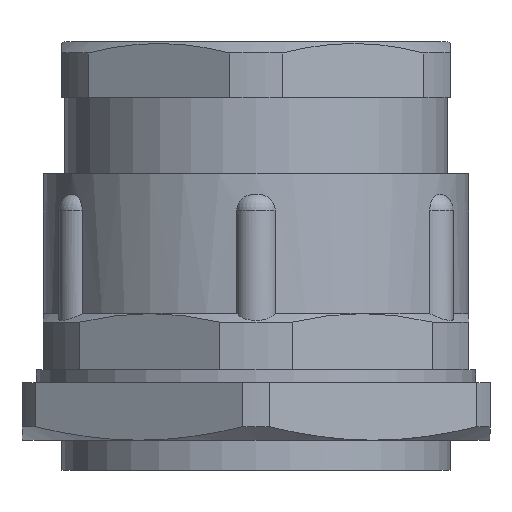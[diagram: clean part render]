
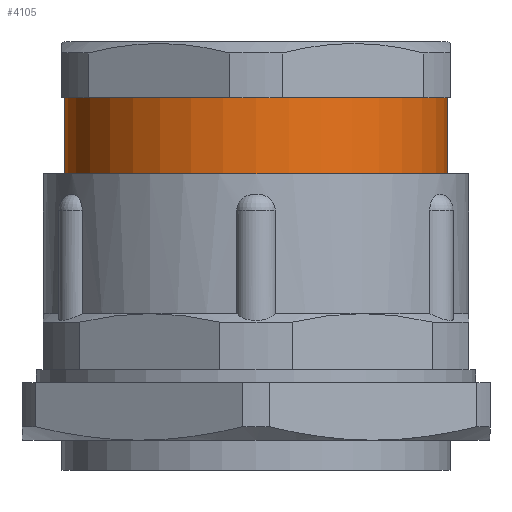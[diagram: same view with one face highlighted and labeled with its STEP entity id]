
A CAD part, front view. The second image highlights one B-rep face of the part: STEP entity #4105.
In plain terms, the highlighted cylindrical face has radius 26.542 mm (diameter 53.085 mm), a partial arc.
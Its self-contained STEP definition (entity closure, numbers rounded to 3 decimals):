
#226 = CARTESIAN_POINT ( 'NONE',  ( 26.542, 0., 38.227 ) ) ;
#387 = VERTEX_POINT ( 'NONE', #5770 ) ;
#482 = DIRECTION ( 'NONE',  ( 1., 0., 0. ) ) ;
#553 = CARTESIAN_POINT ( 'NONE',  ( 26.542, 0., 52.576 ) ) ;
#1187 = EDGE_LOOP ( 'NONE', ( #5429, #2352, #2014, #3228 ) ) ;
#1343 = LINE ( 'NONE', #553, #3159 ) ;
#1371 = VECTOR ( 'NONE', #2042, 1000. ) ;
#1674 = AXIS2_PLACEMENT_3D ( 'NONE', #6211, #2799, #6770 ) ;
#1810 = CIRCLE ( 'NONE', #7247, 26.542 ) ;
#1823 = AXIS2_PLACEMENT_3D ( 'NONE', #4430, #5016, #482 ) ;
#2014 = ORIENTED_EDGE ( 'NONE', *, *, #2909, .T. ) ;
#2042 = DIRECTION ( 'NONE',  ( 0., 0., 1. ) ) ;
#2352 = ORIENTED_EDGE ( 'NONE', *, *, #3757, .T. ) ;
#2500 = CARTESIAN_POINT ( 'NONE',  ( -26.542, 0., 19.027 ) ) ;
#2503 = CARTESIAN_POINT ( 'NONE',  ( 0., 0., 19.027 ) ) ;
#2537 = EDGE_CURVE ( 'NONE', #6909, #4785, #6405, .T. ) ;
#2799 = DIRECTION ( 'NONE',  ( 0., 0., 1. ) ) ;
#2898 = DIRECTION ( 'NONE',  ( 1., 0., 0. ) ) ;
#2909 = EDGE_CURVE ( 'NONE', #387, #4821, #1343, .T. ) ;
#3159 = VECTOR ( 'NONE', #5553, 1000. ) ;
#3228 = ORIENTED_EDGE ( 'NONE', *, *, #6421, .F. ) ;
#3617 = DIRECTION ( 'NONE',  ( 0., 0., 1. ) ) ;
#3757 = EDGE_CURVE ( 'NONE', #6909, #387, #1810, .T. ) ;
#3804 = FACE_OUTER_BOUND ( 'NONE', #1187, .T. ) ;
#4024 = CIRCLE ( 'NONE', #1674, 26.542 ) ;
#4105 = ADVANCED_FACE ( 'NONE', ( #3804 ), #7096, .T. ) ;
#4430 = CARTESIAN_POINT ( 'NONE',  ( 0., 0., 52.576 ) ) ;
#4727 = CARTESIAN_POINT ( 'NONE',  ( -26.542, 0., 38.227 ) ) ;
#4785 = VERTEX_POINT ( 'NONE', #4727 ) ;
#4821 = VERTEX_POINT ( 'NONE', #226 ) ;
#5016 = DIRECTION ( 'NONE',  ( 0., 0., 1. ) ) ;
#5429 = ORIENTED_EDGE ( 'NONE', *, *, #2537, .F. ) ;
#5553 = DIRECTION ( 'NONE',  ( 0., 0., 1. ) ) ;
#5655 = CARTESIAN_POINT ( 'NONE',  ( -26.542, 0., 52.576 ) ) ;
#5770 = CARTESIAN_POINT ( 'NONE',  ( 26.542, 0., 19.027 ) ) ;
#6211 = CARTESIAN_POINT ( 'NONE',  ( 0., 0., 38.227 ) ) ;
#6405 = LINE ( 'NONE', #5655, #1371 ) ;
#6421 = EDGE_CURVE ( 'NONE', #4785, #4821, #4024, .T. ) ;
#6770 = DIRECTION ( 'NONE',  ( 1., 0., 0. ) ) ;
#6909 = VERTEX_POINT ( 'NONE', #2500 ) ;
#7096 = CYLINDRICAL_SURFACE ( 'NONE', #1823, 26.542 ) ;
#7247 = AXIS2_PLACEMENT_3D ( 'NONE', #2503, #3617, #2898 ) ;
